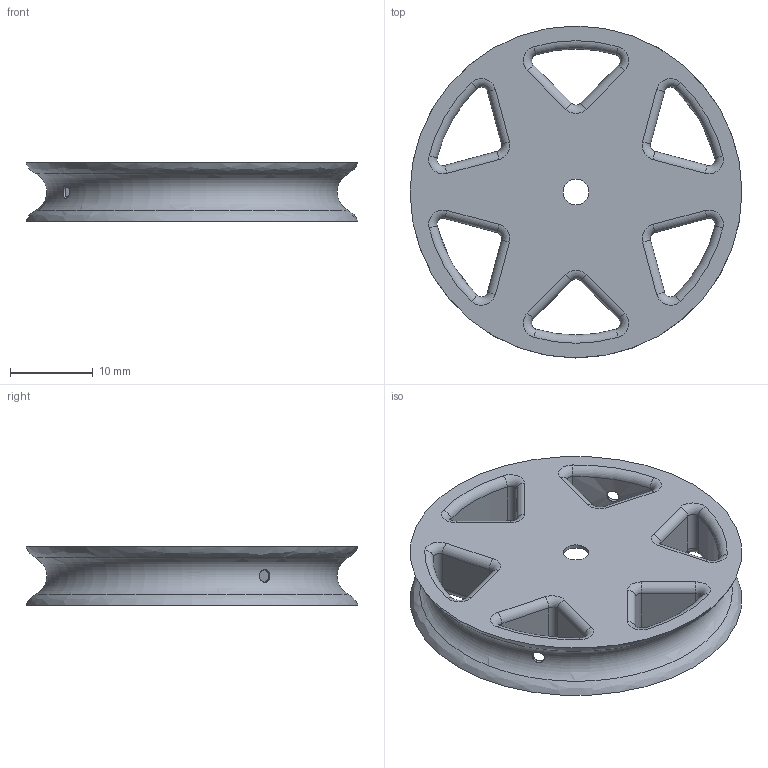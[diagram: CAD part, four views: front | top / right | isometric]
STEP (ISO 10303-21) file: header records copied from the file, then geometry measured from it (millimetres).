
FILE_DESCRIPTION(/* description */ (''),/* implementation_level */ '2;1');
FILE_NAME(/* name */ 'Big_Spool.stp',/* time_stamp */ '2014-11-23T16:55:58-08:00',/* author */ ('Ryan'),/* organization */ (''),/* preprocessor_version */ 'ST-DEVELOPER v15.6',/* originating_system */ 'Autodesk Inventor 2015',/* authorisation */ '');
FILE_SCHEMA (('AUTOMOTIVE_DESIGN { 1 0 10303 214 3 1 1 }'));
Length unit declared in the file: millimetre
Products named in the file (1): Big_Spool
Bounding box: 40 x 40 x 7 mm (x, y, z)
Volume: 2572.8 mm3; surface area: 4774.4 mm2
Topology: 1 solids, 1 shells, 168 faces, 416 edges, 246 vertices
Faces by surface type: cylinder 70, torus 61, plane 34, bspline 2, cone 1
Full cylindrical faces by diameter (mm): 1.5 x2, 3.1 x1, 8 x1
Entity records: 5318 total; most frequent: CARTESIAN_POINT 1231, DIRECTION 934, ORIENTED_EDGE 814, EDGE_CURVE 407, AXIS2_PLACEMENT_3D 392, VERTEX_POINT 243, CIRCLE 225, EDGE_LOOP 188
